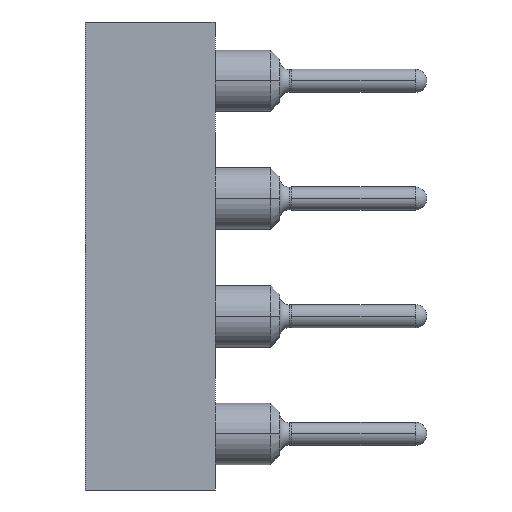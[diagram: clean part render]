
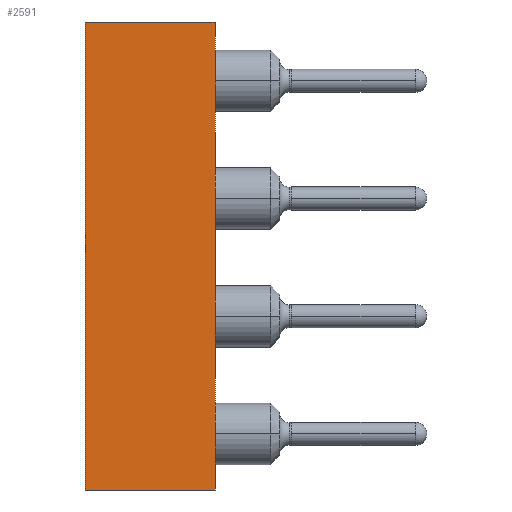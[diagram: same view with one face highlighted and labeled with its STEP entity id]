
A CAD part, left-side view. The second image highlights one B-rep face of the part: STEP entity #2591.
In plain terms, the highlighted planar face has unit normal (-1, 0, 0).
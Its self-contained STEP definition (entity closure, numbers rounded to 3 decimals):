
#1553=VERTEX_POINT('',#4580);
#2071=EDGE_CURVE('',#3107,#4513,#5177,.T.);
#2591=ADVANCED_FACE('',(#5759),#5760,.T.);
#2645=EDGE_CURVE('',#3107,#1553,#5816,.T.);
#2653=EDGE_CURVE('',#1553,#4039,#5825,.T.);
#3107=VERTEX_POINT('',#6339);
#3507=EDGE_CURVE('',#4039,#4513,#6794,.T.);
#4039=VERTEX_POINT('',#7383);
#4513=VERTEX_POINT('',#7917);
#4580=CARTESIAN_POINT('',(-5.05,0.,-5.05));
#5177=LINE('',#8772,#8773);
#5759=FACE_OUTER_BOUND('',#9518,.T.);
#5760=PLANE('',#9519);
#5816=LINE('',#9596,#9597);
#5825=LINE('',#9609,#9610);
#6339=CARTESIAN_POINT('',(-5.05,2.8,-5.05));
#6794=LINE('',#10877,#10878);
#7383=CARTESIAN_POINT('',(-5.05,0.,5.05));
#7917=CARTESIAN_POINT('',(-5.05,2.8,5.05));
#8772=CARTESIAN_POINT('',(-5.05,2.8,-5.05));
#8773=VECTOR('',#13243,1.0);
#9518=EDGE_LOOP('',(#13983,#13984,#13985,#13986));
#9519=AXIS2_PLACEMENT_3D('',#13987,#13988,#13989);
#9596=CARTESIAN_POINT('',(-5.05,2.8,-5.05));
#9597=VECTOR('',#14036,1.0);
#9609=CARTESIAN_POINT('',(-5.05,0.,-5.05));
#9610=VECTOR('',#14046,1.0);
#10877=CARTESIAN_POINT('',(-5.05,2.8,5.05));
#10878=VECTOR('',#15389,1.0);
#13243=DIRECTION('',(0.0,0.0,1.0));
#13983=ORIENTED_EDGE('',*,*,#3507,.T.);
#13984=ORIENTED_EDGE('',*,*,#2071,.F.);
#13985=ORIENTED_EDGE('',*,*,#2645,.T.);
#13986=ORIENTED_EDGE('',*,*,#2653,.T.);
#13987=CARTESIAN_POINT('',(-5.05,0.,-5.05));
#13988=DIRECTION('',(-1.0,0.0,0.0));
#13989=DIRECTION('',(0.0,-1.0,0.0));
#14036=DIRECTION('',(0.0,-1.0,0.0));
#14046=DIRECTION('',(0.0,0.0,1.0));
#15389=DIRECTION('',(0.0,1.0,0.0));
